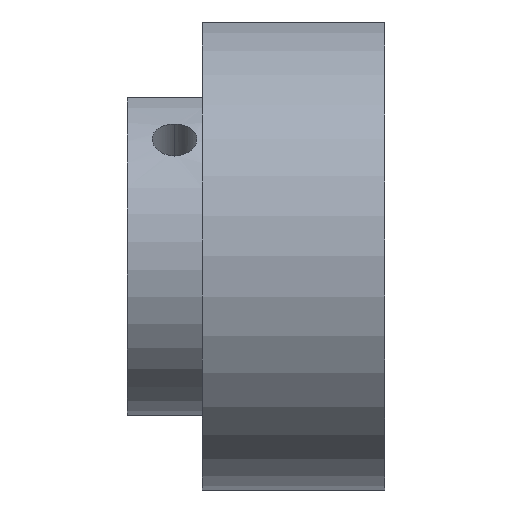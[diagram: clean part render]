
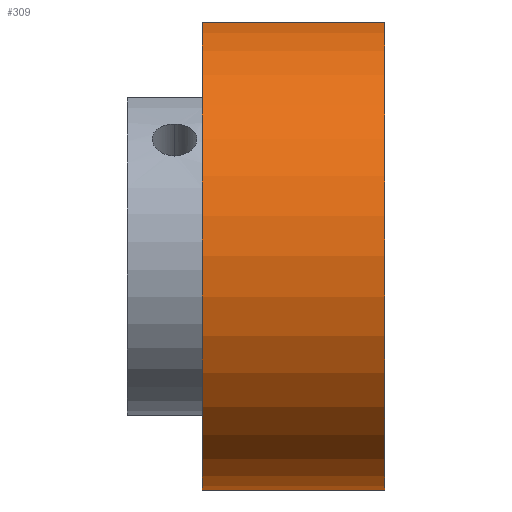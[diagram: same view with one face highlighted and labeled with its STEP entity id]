
A CAD part, left-side view. The second image highlights one B-rep face of the part: STEP entity #309.
In plain terms, the highlighted cylindrical face has radius 20 mm (diameter 40 mm), a partial arc.
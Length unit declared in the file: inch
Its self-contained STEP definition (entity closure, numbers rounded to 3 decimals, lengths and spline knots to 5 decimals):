
#20 = DIRECTION ( 'NONE',  ( 0., 1., 0. ) ) ;
#35 = DIRECTION ( 'NONE',  ( 0., 0., -1. ) ) ;
#37 = CARTESIAN_POINT ( 'NONE',  ( 0., -0.34843, 0. ) ) ;
#56 = AXIS2_PLACEMENT_3D ( 'NONE', #867, #121, #200 ) ;
#68 = CARTESIAN_POINT ( 'NONE',  ( 0.15256, -0.34843, 0.77248 ) ) ;
#104 = DIRECTION ( 'NONE',  ( 0., 0., 1. ) ) ;
#109 = ORIENTED_EDGE ( 'NONE', *, *, #251, .F. ) ;
#118 = VERTEX_POINT ( 'NONE', #68 ) ;
#121 = DIRECTION ( 'NONE',  ( 0., 1., 0. ) ) ;
#155 = VECTOR ( 'NONE', #478, 39.37008 ) ;
#200 = DIRECTION ( 'NONE',  ( 0., 0., 1. ) ) ;
#207 = AXIS2_PLACEMENT_3D ( 'NONE', #323, #537, #35 ) ;
#226 = DIRECTION ( 'NONE',  ( 0., 1., 0. ) ) ;
#251 = EDGE_CURVE ( 'NONE', #847, #258, #402, .T. ) ;
#258 = VERTEX_POINT ( 'NONE', #798 ) ;
#266 = FACE_OUTER_BOUND ( 'NONE', #582, .T. ) ;
#309 = ADVANCED_FACE ( 'NONE', ( #266 ), #719, .T. ) ;
#323 = CARTESIAN_POINT ( 'NONE',  ( 0., -0.95669, 0. ) ) ;
#402 = CIRCLE ( 'NONE', #207, 0.7874 ) ;
#426 = ORIENTED_EDGE ( 'NONE', *, *, #655, .T. ) ;
#430 = CIRCLE ( 'NONE', #738, 0.7874 ) ;
#478 = DIRECTION ( 'NONE',  ( 0., 1., 0. ) ) ;
#499 = ORIENTED_EDGE ( 'NONE', *, *, #558, .F. ) ;
#501 = LINE ( 'NONE', #756, #711 ) ;
#537 = DIRECTION ( 'NONE',  ( 0., -1., 0. ) ) ;
#558 = EDGE_CURVE ( 'NONE', #118, #790, #430, .T. ) ;
#582 = EDGE_LOOP ( 'NONE', ( #499, #834, #109, #426 ) ) ;
#604 = CARTESIAN_POINT ( 'NONE',  ( -0.15256, -0.95669, 0.77248 ) ) ;
#651 = LINE ( 'NONE', #854, #155 ) ;
#655 = EDGE_CURVE ( 'NONE', #847, #790, #501, .T. ) ;
#676 = EDGE_CURVE ( 'NONE', #258, #118, #651, .T. ) ;
#677 = CARTESIAN_POINT ( 'NONE',  ( -0.15256, -0.34843, 0.77248 ) ) ;
#711 = VECTOR ( 'NONE', #20, 39.37008 ) ;
#719 = CYLINDRICAL_SURFACE ( 'NONE', #56, 0.7874 ) ;
#738 = AXIS2_PLACEMENT_3D ( 'NONE', #37, #226, #104 ) ;
#756 = CARTESIAN_POINT ( 'NONE',  ( -0.15256, -0.41339, 0.77248 ) ) ;
#790 = VERTEX_POINT ( 'NONE', #677 ) ;
#798 = CARTESIAN_POINT ( 'NONE',  ( 0.15256, -0.95669, 0.77248 ) ) ;
#834 = ORIENTED_EDGE ( 'NONE', *, *, #676, .F. ) ;
#847 = VERTEX_POINT ( 'NONE', #604 ) ;
#854 = CARTESIAN_POINT ( 'NONE',  ( 0.15256, -0.41339, 0.77248 ) ) ;
#867 = CARTESIAN_POINT ( 'NONE',  ( 0., -0.41339, 0. ) ) ;
